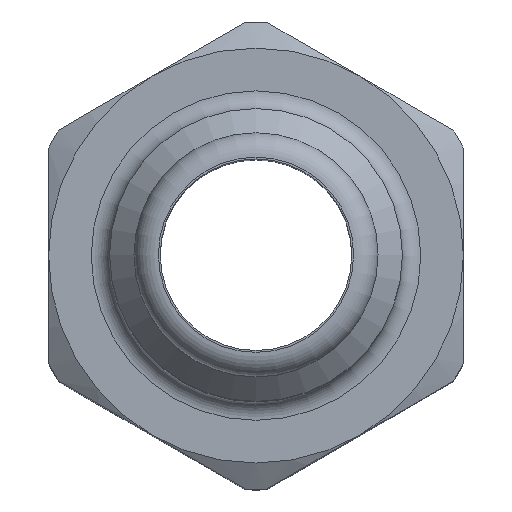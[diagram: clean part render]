
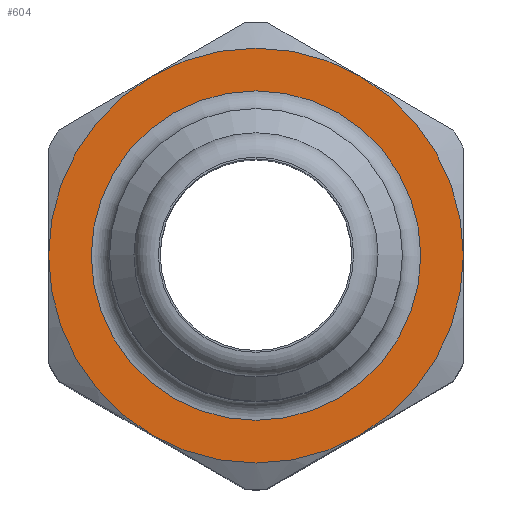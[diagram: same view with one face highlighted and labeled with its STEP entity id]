
A CAD part, top view. The second image highlights one B-rep face of the part: STEP entity #604.
In plain terms, the highlighted planar face has unit normal (0, 0, 1).
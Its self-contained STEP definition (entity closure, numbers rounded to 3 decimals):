
#21=PLANE('',#696);
#183=ORIENTED_EDGE('',*,*,#318,.F.);
#184=ORIENTED_EDGE('',*,*,#255,.F.);
#185=ORIENTED_EDGE('',*,*,#269,.F.);
#186=ORIENTED_EDGE('',*,*,#267,.F.);
#187=ORIENTED_EDGE('',*,*,#263,.F.);
#188=ORIENTED_EDGE('',*,*,#259,.F.);
#189=ORIENTED_EDGE('',*,*,#317,.T.);
#255=EDGE_CURVE('',#334,#335,#388,.T.);
#259=EDGE_CURVE('',#338,#339,#390,.T.);
#263=EDGE_CURVE('',#339,#342,#392,.T.);
#267=EDGE_CURVE('',#342,#345,#394,.T.);
#269=EDGE_CURVE('',#345,#334,#395,.T.);
#317=EDGE_CURVE('',#378,#378,#421,.T.);
#318=EDGE_CURVE('',#335,#338,#422,.T.);
#334=VERTEX_POINT('',#916);
#335=VERTEX_POINT('',#918);
#338=VERTEX_POINT('',#931);
#339=VERTEX_POINT('',#933);
#342=VERTEX_POINT('',#947);
#345=VERTEX_POINT('',#961);
#378=VERTEX_POINT('',#1108);
#388=CIRCLE('',#634,8.5);
#390=CIRCLE('',#637,8.5);
#392=CIRCLE('',#640,8.5);
#394=CIRCLE('',#643,8.5);
#395=CIRCLE('',#645,8.5);
#421=CIRCLE('',#695,6.75);
#422=CIRCLE('',#697,8.5);
#473=EDGE_LOOP('',(#183,#184,#185,#186,#187,#188));
#474=EDGE_LOOP('',(#189));
#537=FACE_BOUND('',#473,.T.);
#538=FACE_BOUND('',#474,.T.);
#604=ADVANCED_FACE('',(#537,#538),#21,.F.);
#634=AXIS2_PLACEMENT_3D('',#917,#725,#726);
#637=AXIS2_PLACEMENT_3D('',#932,#731,#732);
#640=AXIS2_PLACEMENT_3D('',#946,#737,#738);
#643=AXIS2_PLACEMENT_3D('',#960,#743,#744);
#645=AXIS2_PLACEMENT_3D('',#967,#747,#748);
#695=AXIS2_PLACEMENT_3D('',#1107,#857,#858);
#696=AXIS2_PLACEMENT_3D('',#1109,#859,#860);
#697=AXIS2_PLACEMENT_3D('',#1110,#861,#862);
#725=DIRECTION('',(0.,0.,-1.));
#726=DIRECTION('',(-1.,0.,0.));
#731=DIRECTION('',(0.,0.,-1.));
#732=DIRECTION('',(-1.,0.,0.));
#737=DIRECTION('',(0.,0.,-1.));
#738=DIRECTION('',(-1.,0.,0.));
#743=DIRECTION('',(0.,0.,-1.));
#744=DIRECTION('',(-1.,0.,0.));
#747=DIRECTION('',(0.,0.,-1.));
#748=DIRECTION('',(-1.,0.,0.));
#857=DIRECTION('',(0.,0.,-1.));
#858=DIRECTION('',(-1.,0.,0.));
#859=DIRECTION('',(0.,0.,-1.));
#860=DIRECTION('',(-1.,0.,0.));
#861=DIRECTION('',(0.,0.,-1.));
#862=DIRECTION('',(-1.,0.,0.));
#916=CARTESIAN_POINT('',(-8.5,0.,18.5));
#917=CARTESIAN_POINT('',(0.,0.,18.5));
#918=CARTESIAN_POINT('',(-4.25,7.361,18.5));
#931=CARTESIAN_POINT('',(4.25,7.361,18.5));
#932=CARTESIAN_POINT('',(0.,0.,18.5));
#933=CARTESIAN_POINT('',(8.5,0.,18.5));
#946=CARTESIAN_POINT('',(0.,0.,18.5));
#947=CARTESIAN_POINT('',(4.25,-7.361,18.5));
#960=CARTESIAN_POINT('',(0.,0.,18.5));
#961=CARTESIAN_POINT('',(-4.25,-7.361,18.5));
#967=CARTESIAN_POINT('',(0.,0.,18.5));
#1107=CARTESIAN_POINT('',(0.,0.,18.5));
#1108=CARTESIAN_POINT('',(-6.75,0.,18.5));
#1109=CARTESIAN_POINT('',(0.,6.,18.5));
#1110=CARTESIAN_POINT('',(0.,0.,18.5));
